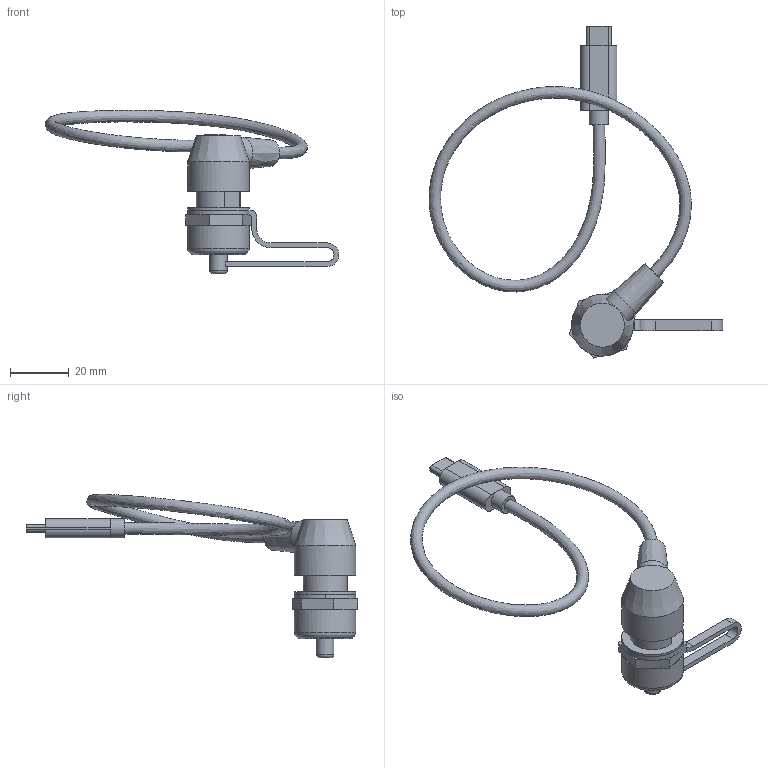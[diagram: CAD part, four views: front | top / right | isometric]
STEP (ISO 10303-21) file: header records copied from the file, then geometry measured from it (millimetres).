
FILE_DESCRIPTION(/* description */ (''),/* implementation_level */ '2;1');
FILE_NAME(/* name */ 'EH-04 waterproof_usb',/* time_stamp */ '2025-01-14T18:50:11-08:00',/* author */ (''),/* organization */ (''),/* preprocessor_version */ 'ST-DEVELOPER v16.5',/* originating_system */ 'Rhino 7.37',/* authorisation */ '');
FILE_SCHEMA (('CONFIG_CONTROL_DESIGN'));
Length unit declared in the file: millimetre
Products named in the file (1): Document
Bounding box: 99.99 x 112.93 x 55.61 mm (x, y, z)
Volume: 19385.5 mm3; surface area: 9734.7 mm2
Topology: 4 solids, 4 shells, 100 faces, 233 edges, 144 vertices
Faces by surface type: plane 66, cylinder 29, bspline 5
Full cylindrical faces by diameter (mm): 6 x1, 6.54 x1, 11 x1, 21 x3
Entity records: 3404 total; most frequent: CARTESIAN_POINT 1747, ORIENTED_EDGE 466, EDGE_CURVE 233, VERTEX_POINT 144, B_SPLINE_CURVE_WITH_KNOTS 120, EDGE_LOOP 107, ADVANCED_FACE 100, FACE_OUTER_BOUND 100
